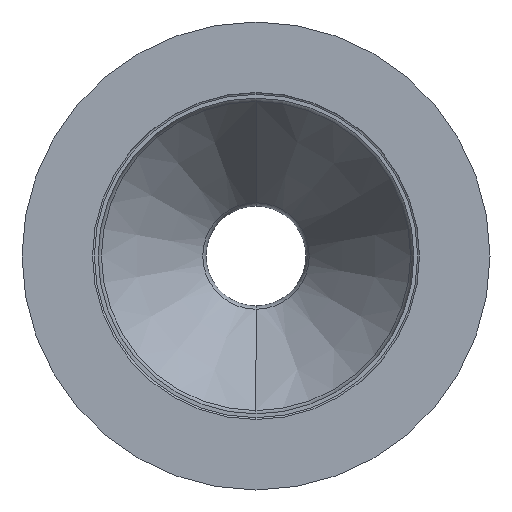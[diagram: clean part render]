
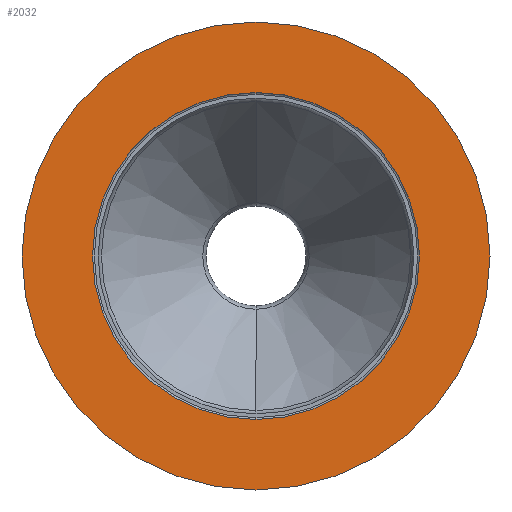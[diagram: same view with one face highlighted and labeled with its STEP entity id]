
A CAD part, left-side view. The second image highlights one B-rep face of the part: STEP entity #2032.
In plain terms, the highlighted planar face has unit normal (-1, 0, 0).
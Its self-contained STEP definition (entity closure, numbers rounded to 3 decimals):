
#74 = CYLINDRICAL_SURFACE('',#75,26.2);
#75 = AXIS2_PLACEMENT_3D('',#76,#77,#78);
#76 = CARTESIAN_POINT('',(0.,0.,0.));
#77 = DIRECTION('',(-1.,-0.,-0.));
#78 = DIRECTION('',(-0.,0.,1.));
#1779 = CYLINDRICAL_SURFACE('',#1780,37.5);
#1780 = AXIS2_PLACEMENT_3D('',#1781,#1782,#1783);
#1781 = CARTESIAN_POINT('',(0.,0.,0.));
#1782 = DIRECTION('',(-1.,-0.,-0.));
#1783 = DIRECTION('',(-0.,0.,1.));
#1818 = VERTEX_POINT('',#1819);
#1819 = CARTESIAN_POINT('',(0.,0.,-37.5));
#1833 = CYLINDRICAL_SURFACE('',#1834,37.5);
#1834 = AXIS2_PLACEMENT_3D('',#1835,#1836,#1837);
#1835 = CARTESIAN_POINT('',(0.,0.,0.));
#1836 = DIRECTION('',(-1.,-0.,-0.));
#1837 = DIRECTION('',(-0.,0.,1.));
#1845 = EDGE_CURVE('',#1846,#1818,#1848,.T.);
#1846 = VERTEX_POINT('',#1847);
#1847 = CARTESIAN_POINT('',(0.,0.,37.5));
#1848 = SURFACE_CURVE('',#1849,(#1854,#1861),.PCURVE_S1.);
#1849 = CIRCLE('',#1850,37.5);
#1850 = AXIS2_PLACEMENT_3D('',#1851,#1852,#1853);
#1851 = CARTESIAN_POINT('',(0.,0.,0.));
#1852 = DIRECTION('',(-1.,0.,-0.));
#1853 = DIRECTION('',(-0.,0.,1.));
#1854 = PCURVE('',#1779,#1855);
#1855 = DEFINITIONAL_REPRESENTATION('',(#1856),#1860);
#1856 = LINE('',#1857,#1858);
#1857 = CARTESIAN_POINT('',(0.,0.));
#1858 = VECTOR('',#1859,1.);
#1859 = DIRECTION('',(1.,0.));
#1860 = ( GEOMETRIC_REPRESENTATION_CONTEXT(2) 
PARAMETRIC_REPRESENTATION_CONTEXT() REPRESENTATION_CONTEXT('2D SPACE',''
  ) );
#1861 = PCURVE('',#1862,#1867);
#1862 = PLANE('',#1863);
#1863 = AXIS2_PLACEMENT_3D('',#1864,#1865,#1866);
#1864 = CARTESIAN_POINT('',(0.,0.,-26.2));
#1865 = DIRECTION('',(1.,0.,0.));
#1866 = DIRECTION('',(0.,0.,-1.));
#1867 = DEFINITIONAL_REPRESENTATION('',(#1868),#1876);
#1868 = ( BOUNDED_CURVE() B_SPLINE_CURVE(2,(#1869,#1870,#1871,#1872,
#1873,#1874,#1875),.UNSPECIFIED.,.T.,.F.) B_SPLINE_CURVE_WITH_KNOTS((1,2
    ,2,2,2,1),(-2.094,0.,2.094,4.189,
6.283,8.378),.UNSPECIFIED.) CURVE() 
GEOMETRIC_REPRESENTATION_ITEM() RATIONAL_B_SPLINE_CURVE((1.,0.5,1.,0.5,
1.,0.5,1.)) REPRESENTATION_ITEM('') );
#1869 = CARTESIAN_POINT('',(-63.7,0.));
#1870 = CARTESIAN_POINT('',(-63.7,64.952));
#1871 = CARTESIAN_POINT('',(-7.45,32.476));
#1872 = CARTESIAN_POINT('',(48.8,0.));
#1873 = CARTESIAN_POINT('',(-7.45,-32.476));
#1874 = CARTESIAN_POINT('',(-63.7,-64.952));
#1875 = CARTESIAN_POINT('',(-63.7,0.));
#1876 = ( GEOMETRIC_REPRESENTATION_CONTEXT(2) 
PARAMETRIC_REPRESENTATION_CONTEXT() REPRESENTATION_CONTEXT('2D SPACE',''
  ) );
#1903 = VERTEX_POINT('',#1904);
#1904 = CARTESIAN_POINT('',(0.,0.,26.2));
#1918 = CYLINDRICAL_SURFACE('',#1919,26.2);
#1919 = AXIS2_PLACEMENT_3D('',#1920,#1921,#1922);
#1920 = CARTESIAN_POINT('',(0.,0.,0.));
#1921 = DIRECTION('',(-1.,-0.,-0.));
#1922 = DIRECTION('',(-0.,0.,1.));
#1930 = EDGE_CURVE('',#1931,#1903,#1933,.T.);
#1931 = VERTEX_POINT('',#1932);
#1932 = CARTESIAN_POINT('',(0.,0.,-26.2));
#1933 = SURFACE_CURVE('',#1934,(#1939,#1946),.PCURVE_S1.);
#1934 = CIRCLE('',#1935,26.2);
#1935 = AXIS2_PLACEMENT_3D('',#1936,#1937,#1938);
#1936 = CARTESIAN_POINT('',(0.,0.,0.));
#1937 = DIRECTION('',(-1.,0.,-0.));
#1938 = DIRECTION('',(-0.,0.,1.));
#1939 = PCURVE('',#74,#1940);
#1940 = DEFINITIONAL_REPRESENTATION('',(#1941),#1945);
#1941 = LINE('',#1942,#1943);
#1942 = CARTESIAN_POINT('',(0.,0.));
#1943 = VECTOR('',#1944,1.);
#1944 = DIRECTION('',(1.,0.));
#1945 = ( GEOMETRIC_REPRESENTATION_CONTEXT(2) 
PARAMETRIC_REPRESENTATION_CONTEXT() REPRESENTATION_CONTEXT('2D SPACE',''
  ) );
#1946 = PCURVE('',#1862,#1947);
#1947 = DEFINITIONAL_REPRESENTATION('',(#1948),#1956);
#1948 = ( BOUNDED_CURVE() B_SPLINE_CURVE(2,(#1949,#1950,#1951,#1952,
#1953,#1954,#1955),.UNSPECIFIED.,.T.,.F.) B_SPLINE_CURVE_WITH_KNOTS((1,2
    ,2,2,2,1),(-2.094,0.,2.094,4.189,
6.283,8.378),.UNSPECIFIED.) CURVE() 
GEOMETRIC_REPRESENTATION_ITEM() RATIONAL_B_SPLINE_CURVE((1.,0.5,1.,0.5,
1.,0.5,1.)) REPRESENTATION_ITEM('') );
#1949 = CARTESIAN_POINT('',(-52.4,0.));
#1950 = CARTESIAN_POINT('',(-52.4,45.38));
#1951 = CARTESIAN_POINT('',(-13.1,22.69));
#1952 = CARTESIAN_POINT('',(26.2,0.));
#1953 = CARTESIAN_POINT('',(-13.1,-22.69));
#1954 = CARTESIAN_POINT('',(-52.4,-45.38));
#1955 = CARTESIAN_POINT('',(-52.4,0.));
#1956 = ( GEOMETRIC_REPRESENTATION_CONTEXT(2) 
PARAMETRIC_REPRESENTATION_CONTEXT() REPRESENTATION_CONTEXT('2D SPACE',''
  ) );
#1983 = EDGE_CURVE('',#1903,#1931,#1984,.T.);
#1984 = SURFACE_CURVE('',#1985,(#1990,#1997),.PCURVE_S1.);
#1985 = CIRCLE('',#1986,26.2);
#1986 = AXIS2_PLACEMENT_3D('',#1987,#1988,#1989);
#1987 = CARTESIAN_POINT('',(0.,0.,0.));
#1988 = DIRECTION('',(-1.,0.,-0.));
#1989 = DIRECTION('',(-0.,0.,1.));
#1990 = PCURVE('',#1918,#1991);
#1991 = DEFINITIONAL_REPRESENTATION('',(#1992),#1996);
#1992 = LINE('',#1993,#1994);
#1993 = CARTESIAN_POINT('',(0.,0.));
#1994 = VECTOR('',#1995,1.);
#1995 = DIRECTION('',(1.,0.));
#1996 = ( GEOMETRIC_REPRESENTATION_CONTEXT(2) 
PARAMETRIC_REPRESENTATION_CONTEXT() REPRESENTATION_CONTEXT('2D SPACE',''
  ) );
#1997 = PCURVE('',#1862,#1998);
#1998 = DEFINITIONAL_REPRESENTATION('',(#1999),#2007);
#1999 = ( BOUNDED_CURVE() B_SPLINE_CURVE(2,(#2000,#2001,#2002,#2003,
#2004,#2005,#2006),.UNSPECIFIED.,.T.,.F.) B_SPLINE_CURVE_WITH_KNOTS((1,2
    ,2,2,2,1),(-2.094,0.,2.094,4.189,
6.283,8.378),.UNSPECIFIED.) CURVE() 
GEOMETRIC_REPRESENTATION_ITEM() RATIONAL_B_SPLINE_CURVE((1.,0.5,1.,0.5,
1.,0.5,1.)) REPRESENTATION_ITEM('') );
#2000 = CARTESIAN_POINT('',(-52.4,0.));
#2001 = CARTESIAN_POINT('',(-52.4,45.38));
#2002 = CARTESIAN_POINT('',(-13.1,22.69));
#2003 = CARTESIAN_POINT('',(26.2,0.));
#2004 = CARTESIAN_POINT('',(-13.1,-22.69));
#2005 = CARTESIAN_POINT('',(-52.4,-45.38));
#2006 = CARTESIAN_POINT('',(-52.4,0.));
#2007 = ( GEOMETRIC_REPRESENTATION_CONTEXT(2) 
PARAMETRIC_REPRESENTATION_CONTEXT() REPRESENTATION_CONTEXT('2D SPACE',''
  ) );
#2032 = ADVANCED_FACE('',(#2033,#2037),#1862,.F.);
#2033 = FACE_BOUND('',#2034,.T.);
#2034 = EDGE_LOOP('',(#2035,#2036));
#2035 = ORIENTED_EDGE('',*,*,#1983,.F.);
#2036 = ORIENTED_EDGE('',*,*,#1930,.F.);
#2037 = FACE_BOUND('',#2038,.T.);
#2038 = EDGE_LOOP('',(#2039,#2040));
#2039 = ORIENTED_EDGE('',*,*,#1845,.T.);
#2040 = ORIENTED_EDGE('',*,*,#2041,.T.);
#2041 = EDGE_CURVE('',#1818,#1846,#2042,.T.);
#2042 = SURFACE_CURVE('',#2043,(#2048,#2059),.PCURVE_S1.);
#2043 = CIRCLE('',#2044,37.5);
#2044 = AXIS2_PLACEMENT_3D('',#2045,#2046,#2047);
#2045 = CARTESIAN_POINT('',(0.,0.,0.));
#2046 = DIRECTION('',(-1.,0.,-0.));
#2047 = DIRECTION('',(-0.,0.,1.));
#2048 = PCURVE('',#1862,#2049);
#2049 = DEFINITIONAL_REPRESENTATION('',(#2050),#2058);
#2050 = ( BOUNDED_CURVE() B_SPLINE_CURVE(2,(#2051,#2052,#2053,#2054,
#2055,#2056,#2057),.UNSPECIFIED.,.T.,.F.) B_SPLINE_CURVE_WITH_KNOTS((1,2
    ,2,2,2,1),(-2.094,0.,2.094,4.189,
6.283,8.378),.UNSPECIFIED.) CURVE() 
GEOMETRIC_REPRESENTATION_ITEM() RATIONAL_B_SPLINE_CURVE((1.,0.5,1.,0.5,
1.,0.5,1.)) REPRESENTATION_ITEM('') );
#2051 = CARTESIAN_POINT('',(-63.7,0.));
#2052 = CARTESIAN_POINT('',(-63.7,64.952));
#2053 = CARTESIAN_POINT('',(-7.45,32.476));
#2054 = CARTESIAN_POINT('',(48.8,0.));
#2055 = CARTESIAN_POINT('',(-7.45,-32.476));
#2056 = CARTESIAN_POINT('',(-63.7,-64.952));
#2057 = CARTESIAN_POINT('',(-63.7,0.));
#2058 = ( GEOMETRIC_REPRESENTATION_CONTEXT(2) 
PARAMETRIC_REPRESENTATION_CONTEXT() REPRESENTATION_CONTEXT('2D SPACE',''
  ) );
#2059 = PCURVE('',#1833,#2060);
#2060 = DEFINITIONAL_REPRESENTATION('',(#2061),#2065);
#2061 = LINE('',#2062,#2063);
#2062 = CARTESIAN_POINT('',(0.,0.));
#2063 = VECTOR('',#2064,1.);
#2064 = DIRECTION('',(1.,0.));
#2065 = ( GEOMETRIC_REPRESENTATION_CONTEXT(2) 
PARAMETRIC_REPRESENTATION_CONTEXT() REPRESENTATION_CONTEXT('2D SPACE',''
  ) );
